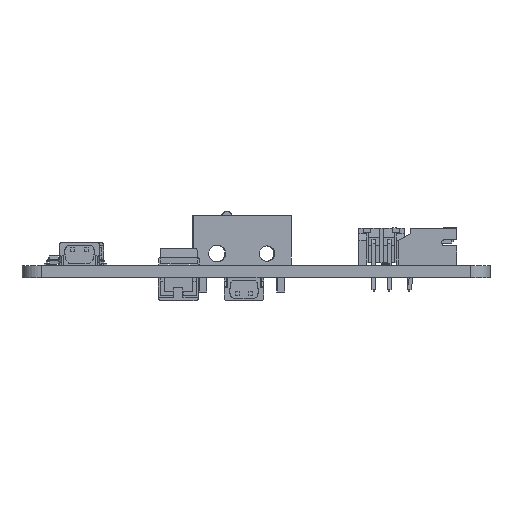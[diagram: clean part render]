
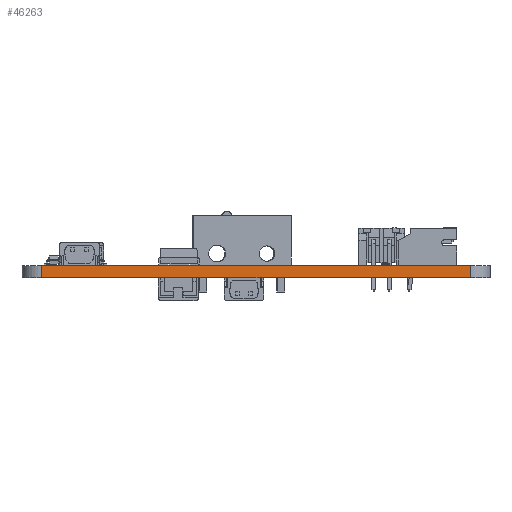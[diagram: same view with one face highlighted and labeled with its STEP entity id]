
A CAD part, front view. The second image highlights one B-rep face of the part: STEP entity #46263.
In plain terms, the highlighted planar face has unit normal (0, -1, 0).
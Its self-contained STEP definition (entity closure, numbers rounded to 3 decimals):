
#46080 = CYLINDRICAL_SURFACE('',#46081,2.54);
#46081 = AXIS2_PLACEMENT_3D('',#46082,#46083,#46084);
#46082 = CARTESIAN_POINT('',(119.773,-134.934,0.));
#46083 = DIRECTION('',(-0.,-0.,-1.));
#46084 = DIRECTION('',(1.,0.,-0.));
#46105 = VERTEX_POINT('',#46106);
#46106 = CARTESIAN_POINT('',(119.773,-137.474,1.6));
#46121 = PLANE('',#46122);
#46122 = AXIS2_PLACEMENT_3D('',#46123,#46124,#46125);
#46123 = CARTESIAN_POINT('',(147.713,-93.024,1.6));
#46124 = DIRECTION('',(0.,0.,1.));
#46125 = DIRECTION('',(1.,0.,-0.));
#46133 = EDGE_CURVE('',#46134,#46105,#46136,.T.);
#46134 = VERTEX_POINT('',#46135);
#46135 = CARTESIAN_POINT('',(119.773,-137.474,0.));
#46136 = SURFACE_CURVE('',#46137,(#46141,#46148),.PCURVE_S1.);
#46137 = LINE('',#46138,#46139);
#46138 = CARTESIAN_POINT('',(119.773,-137.474,0.));
#46139 = VECTOR('',#46140,1.);
#46140 = DIRECTION('',(0.,0.,1.));
#46141 = PCURVE('',#46080,#46142);
#46142 = DEFINITIONAL_REPRESENTATION('',(#46143),#46147);
#46143 = LINE('',#46144,#46145);
#46144 = CARTESIAN_POINT('',(-4.712,0.));
#46145 = VECTOR('',#46146,1.);
#46146 = DIRECTION('',(-0.,-1.));
#46147 = ( GEOMETRIC_REPRESENTATION_CONTEXT(2) 
PARAMETRIC_REPRESENTATION_CONTEXT() REPRESENTATION_CONTEXT('2D SPACE',''
  ) );
#46148 = PCURVE('',#46149,#46154);
#46149 = PLANE('',#46150);
#46150 = AXIS2_PLACEMENT_3D('',#46151,#46152,#46153);
#46151 = CARTESIAN_POINT('',(175.653,-137.474,0.));
#46152 = DIRECTION('',(0.,-1.,0.));
#46153 = DIRECTION('',(-1.,0.,0.));
#46154 = DEFINITIONAL_REPRESENTATION('',(#46155),#46159);
#46155 = LINE('',#46156,#46157);
#46156 = CARTESIAN_POINT('',(55.88,0.));
#46157 = VECTOR('',#46158,1.);
#46158 = DIRECTION('',(0.,-1.));
#46159 = ( GEOMETRIC_REPRESENTATION_CONTEXT(2) 
PARAMETRIC_REPRESENTATION_CONTEXT() REPRESENTATION_CONTEXT('2D SPACE',''
  ) );
#46176 = PLANE('',#46177);
#46177 = AXIS2_PLACEMENT_3D('',#46178,#46179,#46180);
#46178 = CARTESIAN_POINT('',(147.713,-93.024,0.));
#46179 = DIRECTION('',(0.,0.,1.));
#46180 = DIRECTION('',(1.,0.,-0.));
#46263 = ADVANCED_FACE('',(#46264),#46149,.T.);
#46264 = FACE_BOUND('',#46265,.T.);
#46265 = EDGE_LOOP('',(#46266,#46296,#46317,#46318));
#46266 = ORIENTED_EDGE('',*,*,#46267,.T.);
#46267 = EDGE_CURVE('',#46268,#46270,#46272,.T.);
#46268 = VERTEX_POINT('',#46269);
#46269 = CARTESIAN_POINT('',(175.653,-137.474,0.));
#46270 = VERTEX_POINT('',#46271);
#46271 = CARTESIAN_POINT('',(175.653,-137.474,1.6));
#46272 = SURFACE_CURVE('',#46273,(#46277,#46284),.PCURVE_S1.);
#46273 = LINE('',#46274,#46275);
#46274 = CARTESIAN_POINT('',(175.653,-137.474,0.));
#46275 = VECTOR('',#46276,1.);
#46276 = DIRECTION('',(0.,0.,1.));
#46277 = PCURVE('',#46149,#46278);
#46278 = DEFINITIONAL_REPRESENTATION('',(#46279),#46283);
#46279 = LINE('',#46280,#46281);
#46280 = CARTESIAN_POINT('',(0.,0.));
#46281 = VECTOR('',#46282,1.);
#46282 = DIRECTION('',(0.,-1.));
#46283 = ( GEOMETRIC_REPRESENTATION_CONTEXT(2) 
PARAMETRIC_REPRESENTATION_CONTEXT() REPRESENTATION_CONTEXT('2D SPACE',''
  ) );
#46284 = PCURVE('',#46285,#46290);
#46285 = CYLINDRICAL_SURFACE('',#46286,2.54);
#46286 = AXIS2_PLACEMENT_3D('',#46287,#46288,#46289);
#46287 = CARTESIAN_POINT('',(175.653,-134.934,0.));
#46288 = DIRECTION('',(-0.,-0.,-1.));
#46289 = DIRECTION('',(1.,0.,-0.));
#46290 = DEFINITIONAL_REPRESENTATION('',(#46291),#46295);
#46291 = LINE('',#46292,#46293);
#46292 = CARTESIAN_POINT('',(-4.712,0.));
#46293 = VECTOR('',#46294,1.);
#46294 = DIRECTION('',(-0.,-1.));
#46295 = ( GEOMETRIC_REPRESENTATION_CONTEXT(2) 
PARAMETRIC_REPRESENTATION_CONTEXT() REPRESENTATION_CONTEXT('2D SPACE',''
  ) );
#46296 = ORIENTED_EDGE('',*,*,#46297,.T.);
#46297 = EDGE_CURVE('',#46270,#46105,#46298,.T.);
#46298 = SURFACE_CURVE('',#46299,(#46303,#46310),.PCURVE_S1.);
#46299 = LINE('',#46300,#46301);
#46300 = CARTESIAN_POINT('',(175.653,-137.474,1.6));
#46301 = VECTOR('',#46302,1.);
#46302 = DIRECTION('',(-1.,0.,0.));
#46303 = PCURVE('',#46149,#46304);
#46304 = DEFINITIONAL_REPRESENTATION('',(#46305),#46309);
#46305 = LINE('',#46306,#46307);
#46306 = CARTESIAN_POINT('',(0.,-1.6));
#46307 = VECTOR('',#46308,1.);
#46308 = DIRECTION('',(1.,0.));
#46309 = ( GEOMETRIC_REPRESENTATION_CONTEXT(2) 
PARAMETRIC_REPRESENTATION_CONTEXT() REPRESENTATION_CONTEXT('2D SPACE',''
  ) );
#46310 = PCURVE('',#46121,#46311);
#46311 = DEFINITIONAL_REPRESENTATION('',(#46312),#46316);
#46312 = LINE('',#46313,#46314);
#46313 = CARTESIAN_POINT('',(27.94,-44.45));
#46314 = VECTOR('',#46315,1.);
#46315 = DIRECTION('',(-1.,0.));
#46316 = ( GEOMETRIC_REPRESENTATION_CONTEXT(2) 
PARAMETRIC_REPRESENTATION_CONTEXT() REPRESENTATION_CONTEXT('2D SPACE',''
  ) );
#46317 = ORIENTED_EDGE('',*,*,#46133,.F.);
#46318 = ORIENTED_EDGE('',*,*,#46319,.F.);
#46319 = EDGE_CURVE('',#46268,#46134,#46320,.T.);
#46320 = SURFACE_CURVE('',#46321,(#46325,#46332),.PCURVE_S1.);
#46321 = LINE('',#46322,#46323);
#46322 = CARTESIAN_POINT('',(175.653,-137.474,0.));
#46323 = VECTOR('',#46324,1.);
#46324 = DIRECTION('',(-1.,0.,0.));
#46325 = PCURVE('',#46149,#46326);
#46326 = DEFINITIONAL_REPRESENTATION('',(#46327),#46331);
#46327 = LINE('',#46328,#46329);
#46328 = CARTESIAN_POINT('',(0.,0.));
#46329 = VECTOR('',#46330,1.);
#46330 = DIRECTION('',(1.,0.));
#46331 = ( GEOMETRIC_REPRESENTATION_CONTEXT(2) 
PARAMETRIC_REPRESENTATION_CONTEXT() REPRESENTATION_CONTEXT('2D SPACE',''
  ) );
#46332 = PCURVE('',#46176,#46333);
#46333 = DEFINITIONAL_REPRESENTATION('',(#46334),#46338);
#46334 = LINE('',#46335,#46336);
#46335 = CARTESIAN_POINT('',(27.94,-44.45));
#46336 = VECTOR('',#46337,1.);
#46337 = DIRECTION('',(-1.,0.));
#46338 = ( GEOMETRIC_REPRESENTATION_CONTEXT(2) 
PARAMETRIC_REPRESENTATION_CONTEXT() REPRESENTATION_CONTEXT('2D SPACE',''
  ) );
